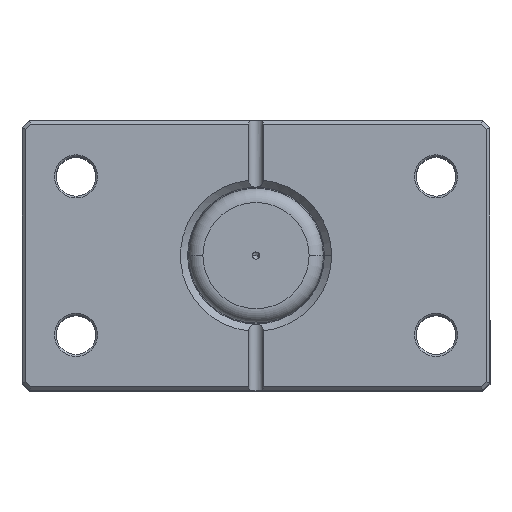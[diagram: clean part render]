
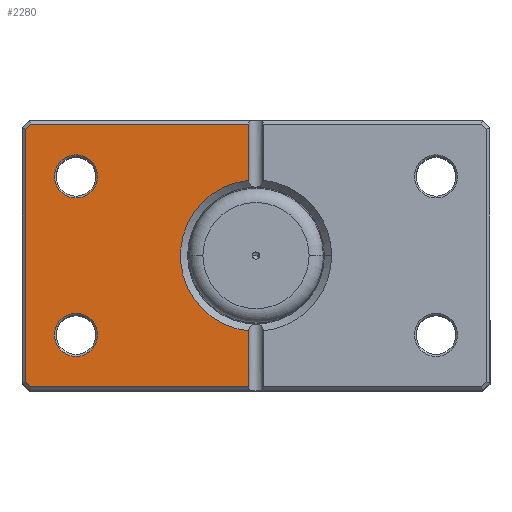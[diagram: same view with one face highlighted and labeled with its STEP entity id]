
A CAD part, top view. The second image highlights one B-rep face of the part: STEP entity #2280.
In plain terms, the highlighted face is planar.
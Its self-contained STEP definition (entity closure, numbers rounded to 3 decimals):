
#61 = LINE ( 'NONE', #3452, #3809 ) ;
#66 = LINE ( 'NONE', #3071, #6225 ) ;
#67 = CARTESIAN_POINT ( 'NONE',  ( 49.543, -49.543, 0. ) ) ;
#136 = DIRECTION ( 'NONE',  ( 0., 1., 0. ) ) ;
#232 = ORIENTED_EDGE ( 'NONE', *, *, #2340, .T. ) ;
#239 = ORIENTED_EDGE ( 'NONE', *, *, #5759, .T. ) ;
#402 = CARTESIAN_POINT ( 'NONE',  ( 62.586, 36.5, 0. ) ) ;
#493 = EDGE_CURVE ( 'NONE', #2206, #1286, #66, .T. ) ;
#510 = FACE_OUTER_BOUND ( 'NONE', #4454, .T. ) ;
#561 = VECTOR ( 'NONE', #3882, 1000. ) ;
#931 = CARTESIAN_POINT ( 'NONE',  ( 0., -36.5, 0. ) ) ;
#940 = ORIENTED_EDGE ( 'NONE', *, *, #3255, .T. ) ;
#1021 = DIRECTION ( 'NONE',  ( 1., 0., 0. ) ) ;
#1045 = CIRCLE ( 'NONE', #6003, 6. ) ;
#1188 = DIRECTION ( 'NONE',  ( 1., 0., 0. ) ) ;
#1286 = VERTEX_POINT ( 'NONE', #2490 ) ;
#1361 = FACE_BOUND ( 'NONE', #3063, .T. ) ;
#1420 = VERTEX_POINT ( 'NONE', #2752 ) ;
#1457 = VERTEX_POINT ( 'NONE', #1800 ) ;
#1538 = EDGE_CURVE ( 'NONE', #5849, #3586, #3044, .T. ) ;
#1555 = CARTESIAN_POINT ( 'NONE',  ( 2., -36.5, 0. ) ) ;
#1599 = DIRECTION ( 'NONE',  ( 1., 0., 0. ) ) ;
#1620 = DIRECTION ( 'NONE',  ( 0., 0., 1. ) ) ;
#1641 = CARTESIAN_POINT ( 'NONE',  ( 50., 22., 0. ) ) ;
#1707 = DIRECTION ( 'NONE',  ( 0., 0., 1. ) ) ;
#1789 = PLANE ( 'NONE',  #4401 ) ;
#1800 = CARTESIAN_POINT ( 'NONE',  ( 62.586, -36.5, 0. ) ) ;
#1941 = CARTESIAN_POINT ( 'NONE',  ( 49.543, 49.543, 0. ) ) ;
#1955 = AXIS2_PLACEMENT_3D ( 'NONE', #1641, #1620, #1599 ) ;
#2206 = VERTEX_POINT ( 'NONE', #1555 ) ;
#2208 = ORIENTED_EDGE ( 'NONE', *, *, #3142, .T. ) ;
#2280 = ADVANCED_FACE ( 'NONE', ( #1361, #5099, #510 ), #1789, .F. ) ;
#2301 = ORIENTED_EDGE ( 'NONE', *, *, #2716, .T. ) ;
#2340 = EDGE_CURVE ( 'NONE', #5674, #5988, #1045, .T. ) ;
#2344 = CARTESIAN_POINT ( 'NONE',  ( 64., 35.086, 0. ) ) ;
#2490 = CARTESIAN_POINT ( 'NONE',  ( 2., -20.905, 0. ) ) ;
#2492 = CARTESIAN_POINT ( 'NONE',  ( 2., 36.5, 0. ) ) ;
#2516 = CIRCLE ( 'NONE', #4484, 6. ) ;
#2547 = DIRECTION ( 'NONE',  ( 1., 0., 0. ) ) ;
#2554 = CARTESIAN_POINT ( 'NONE',  ( 50., -22., 0. ) ) ;
#2571 = DIRECTION ( 'NONE',  ( 0., 0., 1. ) ) ;
#2595 = DIRECTION ( 'NONE',  ( 1., 0., 0. ) ) ;
#2607 = DIRECTION ( 'NONE',  ( 0., 0., 1. ) ) ;
#2626 = AXIS2_PLACEMENT_3D ( 'NONE', #2554, #2571, #2595 ) ;
#2658 = EDGE_CURVE ( 'NONE', #5988, #5674, #3962, .T. ) ;
#2700 = CARTESIAN_POINT ( 'NONE',  ( 50., -22., 0. ) ) ;
#2716 = EDGE_CURVE ( 'NONE', #2957, #5766, #61, .T. ) ;
#2752 = CARTESIAN_POINT ( 'NONE',  ( 44., 22., 0. ) ) ;
#2754 = EDGE_CURVE ( 'NONE', #3586, #3007, #4945, .T. ) ;
#2786 = CARTESIAN_POINT ( 'NONE',  ( 0., 0., 0. ) ) ;
#2805 = ORIENTED_EDGE ( 'NONE', *, *, #3362, .T. ) ;
#2890 = CIRCLE ( 'NONE', #4992, 21. ) ;
#2940 = DIRECTION ( 'NONE',  ( 0., 1., 0. ) ) ;
#2957 = VERTEX_POINT ( 'NONE', #2344 ) ;
#3007 = VERTEX_POINT ( 'NONE', #402 ) ;
#3038 = LINE ( 'NONE', #67, #4182 ) ;
#3044 = LINE ( 'NONE', #3182, #5492 ) ;
#3063 = EDGE_LOOP ( 'NONE', ( #5741, #232 ) ) ;
#3071 = CARTESIAN_POINT ( 'NONE',  ( 2., 37.5, 0. ) ) ;
#3142 = EDGE_CURVE ( 'NONE', #1420, #5538, #2516, .T. ) ;
#3182 = CARTESIAN_POINT ( 'NONE',  ( 2., 37.5, 0. ) ) ;
#3244 = EDGE_CURVE ( 'NONE', #5766, #1457, #3038, .T. ) ;
#3255 = EDGE_CURVE ( 'NONE', #1286, #5849, #2890, .T. ) ;
#3295 = EDGE_LOOP ( 'NONE', ( #2208, #2805 ) ) ;
#3354 = CARTESIAN_POINT ( 'NONE',  ( 64., -35.086, 0. ) ) ;
#3362 = EDGE_CURVE ( 'NONE', #5538, #1420, #5854, .T. ) ;
#3452 = CARTESIAN_POINT ( 'NONE',  ( 64., 0., 0. ) ) ;
#3586 = VERTEX_POINT ( 'NONE', #2492 ) ;
#3640 = VECTOR ( 'NONE', #4795, 1000. ) ;
#3790 = DIRECTION ( 'NONE',  ( 1., 0., 0. ) ) ;
#3809 = VECTOR ( 'NONE', #5895, 1000. ) ;
#3814 = DIRECTION ( 'NONE',  ( 0., 0., 1. ) ) ;
#3882 = DIRECTION ( 'NONE',  ( 0.707, -0.707, 0. ) ) ;
#3902 = CARTESIAN_POINT ( 'NONE',  ( 2., 20.905, 0. ) ) ;
#3935 = DIRECTION ( 'NONE',  ( 0., 0., 1. ) ) ;
#3962 = CIRCLE ( 'NONE', #2626, 6. ) ;
#4074 = CARTESIAN_POINT ( 'NONE',  ( 50., 22., 0. ) ) ;
#4182 = VECTOR ( 'NONE', #5889, 1000. ) ;
#4256 = ORIENTED_EDGE ( 'NONE', *, *, #493, .T. ) ;
#4305 = CARTESIAN_POINT ( 'NONE',  ( 56., -22., 0. ) ) ;
#4365 = CARTESIAN_POINT ( 'NONE',  ( 0., 36.5, 0. ) ) ;
#4401 = AXIS2_PLACEMENT_3D ( 'NONE', #2786, #1707, #1188 ) ;
#4454 = EDGE_LOOP ( 'NONE', ( #4256, #940, #5305, #4646, #6126, #2301, #5139, #239 ) ) ;
#4484 = AXIS2_PLACEMENT_3D ( 'NONE', #4074, #3814, #3790 ) ;
#4612 = LINE ( 'NONE', #1941, #561 ) ;
#4646 = ORIENTED_EDGE ( 'NONE', *, *, #2754, .T. ) ;
#4701 = CARTESIAN_POINT ( 'NONE',  ( 56., 22., 0. ) ) ;
#4795 = DIRECTION ( 'NONE',  ( 1., 0., 0. ) ) ;
#4902 = LINE ( 'NONE', #931, #5903 ) ;
#4945 = LINE ( 'NONE', #4365, #3640 ) ;
#4980 = CARTESIAN_POINT ( 'NONE',  ( 44., -22., 0. ) ) ;
#4992 = AXIS2_PLACEMENT_3D ( 'NONE', #5312, #2607, #2547 ) ;
#5099 = FACE_BOUND ( 'NONE', #3295, .T. ) ;
#5139 = ORIENTED_EDGE ( 'NONE', *, *, #3244, .T. ) ;
#5305 = ORIENTED_EDGE ( 'NONE', *, *, #1538, .T. ) ;
#5312 = CARTESIAN_POINT ( 'NONE',  ( 0., 0., 0. ) ) ;
#5316 = DIRECTION ( 'NONE',  ( -1., 0., 0. ) ) ;
#5492 = VECTOR ( 'NONE', #2940, 1000. ) ;
#5538 = VERTEX_POINT ( 'NONE', #4701 ) ;
#5674 = VERTEX_POINT ( 'NONE', #4305 ) ;
#5741 = ORIENTED_EDGE ( 'NONE', *, *, #2658, .T. ) ;
#5759 = EDGE_CURVE ( 'NONE', #1457, #2206, #4902, .T. ) ;
#5766 = VERTEX_POINT ( 'NONE', #3354 ) ;
#5832 = EDGE_CURVE ( 'NONE', #3007, #2957, #4612, .T. ) ;
#5849 = VERTEX_POINT ( 'NONE', #3902 ) ;
#5854 = CIRCLE ( 'NONE', #1955, 6. ) ;
#5889 = DIRECTION ( 'NONE',  ( -0.707, -0.707, 0. ) ) ;
#5895 = DIRECTION ( 'NONE',  ( 0., -1., 0. ) ) ;
#5903 = VECTOR ( 'NONE', #5316, 1000. ) ;
#5988 = VERTEX_POINT ( 'NONE', #4980 ) ;
#6003 = AXIS2_PLACEMENT_3D ( 'NONE', #2700, #3935, #1021 ) ;
#6126 = ORIENTED_EDGE ( 'NONE', *, *, #5832, .T. ) ;
#6225 = VECTOR ( 'NONE', #136, 1000. ) ;
